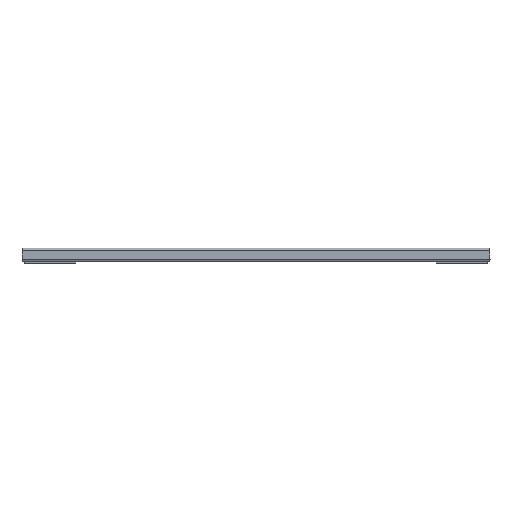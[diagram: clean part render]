
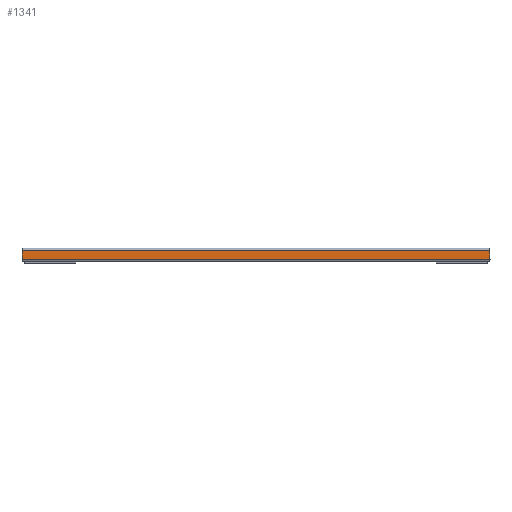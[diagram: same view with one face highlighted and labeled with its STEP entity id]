
A CAD part, left-side view. The second image highlights one B-rep face of the part: STEP entity #1341.
In plain terms, the highlighted planar face has unit normal (-1, 0, 0).
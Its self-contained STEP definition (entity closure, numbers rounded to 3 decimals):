
#213 = ORIENTED_EDGE ( 'NONE', *, *, #1367, .F. ) ;
#262 = DIRECTION ( 'NONE',  ( -1., 0., 0. ) ) ;
#337 = DIRECTION ( 'NONE',  ( 0., 0., 1. ) ) ;
#388 = CARTESIAN_POINT ( 'NONE',  ( -24.5, 237., 0. ) ) ;
#405 = CARTESIAN_POINT ( 'NONE',  ( -24.5, 0., 0. ) ) ;
#443 = LINE ( 'NONE', #1945, #778 ) ;
#484 = VECTOR ( 'NONE', #586, 1000. ) ;
#488 = VECTOR ( 'NONE', #865, 1000. ) ;
#540 = PLANE ( 'NONE',  #1365 ) ;
#586 = DIRECTION ( 'NONE',  ( 0., -1., 0. ) ) ;
#721 = FACE_OUTER_BOUND ( 'NONE', #2237, .T. ) ;
#778 = VECTOR ( 'NONE', #1934, 1000. ) ;
#796 = EDGE_CURVE ( 'NONE', #1433, #2203, #1431, .T. ) ;
#865 = DIRECTION ( 'NONE',  ( 0., 0., -1. ) ) ;
#1082 = VERTEX_POINT ( 'NONE', #1426 ) ;
#1090 = CARTESIAN_POINT ( 'NONE',  ( -24.5, -237., 9.4 ) ) ;
#1181 = CARTESIAN_POINT ( 'NONE',  ( -24.5, 237., 9.4 ) ) ;
#1202 = LINE ( 'NONE', #1392, #484 ) ;
#1237 = ORIENTED_EDGE ( 'NONE', *, *, #796, .T. ) ;
#1254 = CARTESIAN_POINT ( 'NONE',  ( -24.5, -237., 9.4 ) ) ;
#1341 = ADVANCED_FACE ( 'NONE', ( #721 ), #540, .T. ) ;
#1365 = AXIS2_PLACEMENT_3D ( 'NONE', #405, #262, #337 ) ;
#1367 = EDGE_CURVE ( 'NONE', #1433, #1082, #443, .T. ) ;
#1392 = CARTESIAN_POINT ( 'NONE',  ( -24.5, 0., 0.6 ) ) ;
#1426 = CARTESIAN_POINT ( 'NONE',  ( -24.5, -237., 0.6 ) ) ;
#1431 = LINE ( 'NONE', #1090, #1495 ) ;
#1433 = VERTEX_POINT ( 'NONE', #1254 ) ;
#1448 = ORIENTED_EDGE ( 'NONE', *, *, #2085, .T. ) ;
#1495 = VECTOR ( 'NONE', #1660, 1000. ) ;
#1660 = DIRECTION ( 'NONE',  ( 0., 1., 0. ) ) ;
#1852 = VERTEX_POINT ( 'NONE', #1964 ) ;
#1888 = EDGE_CURVE ( 'NONE', #2203, #1852, #2275, .T. ) ;
#1934 = DIRECTION ( 'NONE',  ( 0., 0., -1. ) ) ;
#1945 = CARTESIAN_POINT ( 'NONE',  ( -24.5, -237., 0. ) ) ;
#1964 = CARTESIAN_POINT ( 'NONE',  ( -24.5, 237., 0.6 ) ) ;
#2085 = EDGE_CURVE ( 'NONE', #1852, #1082, #1202, .T. ) ;
#2187 = ORIENTED_EDGE ( 'NONE', *, *, #1888, .T. ) ;
#2203 = VERTEX_POINT ( 'NONE', #1181 ) ;
#2237 = EDGE_LOOP ( 'NONE', ( #213, #1237, #2187, #1448 ) ) ;
#2275 = LINE ( 'NONE', #388, #488 ) ;
